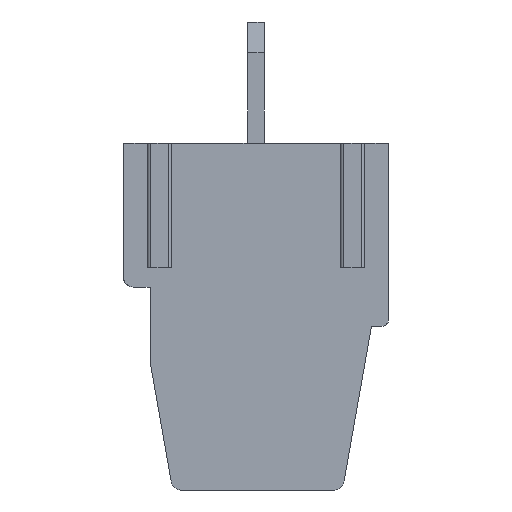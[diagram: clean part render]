
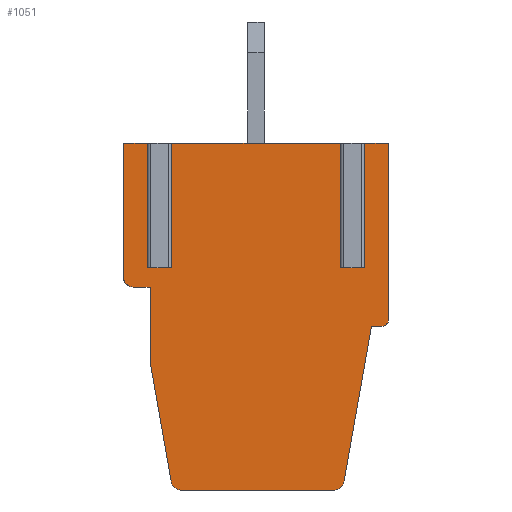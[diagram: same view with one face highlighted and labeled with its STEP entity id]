
A CAD part, front view. The second image highlights one B-rep face of the part: STEP entity #1051.
In plain terms, the highlighted planar face has unit normal (0, -1, 0).
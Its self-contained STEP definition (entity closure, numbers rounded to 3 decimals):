
#1051 = ADVANCED_FACE( '', ( #2128 ), #2129, .F. );
#2128 = FACE_OUTER_BOUND( '', #3196, .T. );
#2129 = PLANE( '', #3197 );
#3196 = EDGE_LOOP( '', ( #6421, #6422, #6423, #6424, #6425, #6426, #6427, #6428, #6429, #6430, #6431, #6432, #6433, #6434, #6435, #6436, #6437, #6438, #6439, #6440, #6441 ) );
#3197 = AXIS2_PLACEMENT_3D( '', #6442, #6443, #6444 );
#6421 = ORIENTED_EDGE( '', *, *, #7115, .F. );
#6422 = ORIENTED_EDGE( '', *, *, #7187, .T. );
#6423 = ORIENTED_EDGE( '', *, *, #7689, .T. );
#6424 = ORIENTED_EDGE( '', *, *, #7355, .T. );
#6425 = ORIENTED_EDGE( '', *, *, #7700, .F. );
#6426 = ORIENTED_EDGE( '', *, *, #7402, .T. );
#6427 = ORIENTED_EDGE( '', *, *, #7687, .T. );
#6428 = ORIENTED_EDGE( '', *, *, #7674, .T. );
#6429 = ORIENTED_EDGE( '', *, *, #7478, .T. );
#6430 = ORIENTED_EDGE( '', *, *, #7647, .F. );
#6431 = ORIENTED_EDGE( '', *, *, #7463, .F. );
#6432 = ORIENTED_EDGE( '', *, *, #7571, .F. );
#6433 = ORIENTED_EDGE( '', *, *, #7667, .T. );
#6434 = ORIENTED_EDGE( '', *, *, #7669, .T. );
#6435 = ORIENTED_EDGE( '', *, *, #6811, .T. );
#6436 = ORIENTED_EDGE( '', *, *, #7597, .F. );
#6437 = ORIENTED_EDGE( '', *, *, #7212, .F. );
#6438 = ORIENTED_EDGE( '', *, *, #7217, .T. );
#6439 = ORIENTED_EDGE( '', *, *, #7125, .T. );
#6440 = ORIENTED_EDGE( '', *, *, #7684, .T. );
#6441 = ORIENTED_EDGE( '', *, *, #7290, .T. );
#6442 = CARTESIAN_POINT( '', ( -54.702, -10.2, -4.395 ) );
#6443 = DIRECTION( '', ( 0., 1., 0. ) );
#6444 = DIRECTION( '', ( -1., 0., 0. ) );
#6811 = EDGE_CURVE( '', #8372, #8374, #8376, .F. );
#7115 = EDGE_CURVE( '', #8851, #8853, #8854, .T. );
#7125 = EDGE_CURVE( '', #8866, #8868, #8870, .T. );
#7187 = EDGE_CURVE( '', #8851, #8959, #8961, .F. );
#7212 = EDGE_CURVE( '', #8999, #8997, #9001, .T. );
#7217 = EDGE_CURVE( '', #8999, #8866, #9007, .F. );
#7290 = EDGE_CURVE( '', #9106, #8853, #9109, .T. );
#7355 = EDGE_CURVE( '', #9189, #9193, #9195, .T. );
#7402 = EDGE_CURVE( '', #9256, #9254, #9257, .F. );
#7463 = EDGE_CURVE( '', #9332, #9334, #9335, .T. );
#7478 = EDGE_CURVE( '', #9352, #9353, #9354, .F. );
#7571 = EDGE_CURVE( '', #9465, #9332, #9467, .T. );
#7597 = EDGE_CURVE( '', #8997, #8374, #9498, .T. );
#7647 = EDGE_CURVE( '', #9334, #9353, #9551, .T. );
#7667 = EDGE_CURVE( '', #9465, #9570, #9572, .F. );
#7669 = EDGE_CURVE( '', #9570, #8372, #9574, .T. );
#7674 = EDGE_CURVE( '', #9578, #9352, #9581, .T. );
#7684 = EDGE_CURVE( '', #8868, #9106, #9592, .T. );
#7687 = EDGE_CURVE( '', #9254, #9578, #9595, .T. );
#7689 = EDGE_CURVE( '', #8959, #9189, #9597, .T. );
#7700 = EDGE_CURVE( '', #9256, #9193, #9608, .T. );
#8372 = VERTEX_POINT( '', #10567 );
#8374 = VERTEX_POINT( '', #10570 );
#8376 = CIRCLE( '', #10573, 0.298 );
#8851 = VERTEX_POINT( '', #11292 );
#8853 = VERTEX_POINT( '', #11294 );
#8854 = LINE( '', #11295, #11296 );
#8866 = VERTEX_POINT( '', #11312 );
#8868 = VERTEX_POINT( '', #11315 );
#8870 = LINE( '', #11318, #11319 );
#8959 = VERTEX_POINT( '', #11460 );
#8961 = LINE( '', #11462, #11463 );
#8997 = VERTEX_POINT( '', #11511 );
#8999 = VERTEX_POINT( '', #11514 );
#9001 = LINE( '', #11517, #11518 );
#9007 = CIRCLE( '', #11526, 0.198 );
#9106 = VERTEX_POINT( '', #11670 );
#9109 = LINE( '', #11674, #11675 );
#9189 = VERTEX_POINT( '', #11796 );
#9193 = VERTEX_POINT( '', #11801 );
#9195 = LINE( '', #11803, #11804 );
#9254 = VERTEX_POINT( '', #11892 );
#9256 = VERTEX_POINT( '', #11894 );
#9257 = LINE( '', #11895, #11896 );
#9332 = VERTEX_POINT( '', #12009 );
#9334 = VERTEX_POINT( '', #12012 );
#9335 = LINE( '', #12013, #12014 );
#9352 = VERTEX_POINT( '', #12039 );
#9353 = VERTEX_POINT( '', #12040 );
#9354 = CIRCLE( '', #12041, 0.298 );
#9465 = VERTEX_POINT( '', #12204 );
#9467 = LINE( '', #12207, #12208 );
#9498 = LINE( '', #12255, #12256 );
#9551 = LINE( '', #12337, #12338 );
#9570 = VERTEX_POINT( '', #12365 );
#9572 = CIRCLE( '', #12368, 0.298 );
#9574 = LINE( '', #12370, #12371 );
#9578 = VERTEX_POINT( '', #12375 );
#9581 = LINE( '', #12380, #12381 );
#9592 = LINE( '', #12395, #12396 );
#9595 = LINE( '', #12400, #12401 );
#9597 = LINE( '', #12404, #12405 );
#9608 = LINE( '', #12419, #12420 );
#10567 = CARTESIAN_POINT( '', ( -48.552, -10.2, -10.6 ) );
#10570 = CARTESIAN_POINT( '', ( -48.255, -10.2, -10.317 ) );
#10573 = AXIS2_PLACEMENT_3D( '', #12801, #12802, #12803 );
#11292 = CARTESIAN_POINT( '', ( -48.37, -10.2, -3.8 ) );
#11294 = CARTESIAN_POINT( '', ( -47.63, -10.2, -3.8 ) );
#11295 = CARTESIAN_POINT( '', ( -48.32, -10.2, -3.8 ) );
#11296 = VECTOR( '', #13064, 1000. );
#11312 = CARTESIAN_POINT( '', ( -46.904, -10.2, -5.398 ) );
#11315 = CARTESIAN_POINT( '', ( -46.904, -10.2, 0. ) );
#11318 = CARTESIAN_POINT( '', ( -46.904, -10.2, 0. ) );
#11319 = VECTOR( '', #13077, 1000. );
#11460 = CARTESIAN_POINT( '', ( -48.37, -10.2, 0. ) );
#11462 = CARTESIAN_POINT( '', ( -48.37, -10.2, 0. ) );
#11463 = VECTOR( '', #13129, 1000. );
#11511 = CARTESIAN_POINT( '', ( -47.423, -10.2, -5.596 ) );
#11514 = CARTESIAN_POINT( '', ( -47.102, -10.2, -5.596 ) );
#11517 = CARTESIAN_POINT( '', ( -46.904, -10.2, -5.596 ) );
#11518 = VECTOR( '', #13159, 1000. );
#11526 = AXIS2_PLACEMENT_3D( '', #13162, #13163, #13164 );
#11670 = CARTESIAN_POINT( '', ( -47.63, -10.2, 0. ) );
#11674 = CARTESIAN_POINT( '', ( -47.63, -10.2, 0. ) );
#11675 = VECTOR( '', #13226, 1000. );
#11796 = CARTESIAN_POINT( '', ( -53.53, -10.2, 0. ) );
#11801 = CARTESIAN_POINT( '', ( -53.53, -10.2, -3.8 ) );
#11803 = CARTESIAN_POINT( '', ( -53.53, -10.2, 0. ) );
#11804 = VECTOR( '', #13281, 1000. );
#11892 = CARTESIAN_POINT( '', ( -54.27, -10.2, 0. ) );
#11894 = CARTESIAN_POINT( '', ( -54.27, -10.2, -3.8 ) );
#11895 = CARTESIAN_POINT( '', ( -54.27, -10.2, 0. ) );
#11896 = VECTOR( '', #13320, 1000. );
#12009 = CARTESIAN_POINT( '', ( -54.186, -10.2, -6.704 ) );
#12012 = CARTESIAN_POINT( '', ( -54.186, -10.2, -4.395 ) );
#12013 = CARTESIAN_POINT( '', ( -54.186, -10.2, -6.704 ) );
#12014 = VECTOR( '', #13369, 1000. );
#12039 = CARTESIAN_POINT( '', ( -55., -10.2, -4.098 ) );
#12040 = CARTESIAN_POINT( '', ( -54.702, -10.2, -4.395 ) );
#12041 = AXIS2_PLACEMENT_3D( '', #13378, #13379, #13380 );
#12204 = CARTESIAN_POINT( '', ( -53.549, -10.2, -10.317 ) );
#12207 = CARTESIAN_POINT( '', ( -53.502, -10.2, -10.587 ) );
#12208 = VECTOR( '', #13447, 1000. );
#12255 = CARTESIAN_POINT( '', ( -47.423, -10.2, -5.596 ) );
#12256 = VECTOR( '', #13463, 1000. );
#12337 = CARTESIAN_POINT( '', ( -54.186, -10.2, -4.395 ) );
#12338 = VECTOR( '', #13488, 1000. );
#12365 = CARTESIAN_POINT( '', ( -53.252, -10.2, -10.6 ) );
#12368 = AXIS2_PLACEMENT_3D( '', #13498, #13499, #13500 );
#12370 = CARTESIAN_POINT( '', ( -50.902, -10.2, -10.6 ) );
#12371 = VECTOR( '', #13501, 1000. );
#12375 = CARTESIAN_POINT( '', ( -55., -10.2, 0. ) );
#12380 = CARTESIAN_POINT( '', ( -55., -10.2, 0. ) );
#12381 = VECTOR( '', #13507, 1000. );
#12395 = CARTESIAN_POINT( '', ( -51.503, -10.2, 0. ) );
#12396 = VECTOR( '', #13511, 1000. );
#12400 = CARTESIAN_POINT( '', ( -51.503, -10.2, 0. ) );
#12401 = VECTOR( '', #13516, 1000. );
#12404 = CARTESIAN_POINT( '', ( -51.503, -10.2, 0. ) );
#12405 = VECTOR( '', #13518, 1000. );
#12419 = CARTESIAN_POINT( '', ( -54.22, -10.2, -3.8 ) );
#12420 = VECTOR( '', #13525, 1000. );
#12801 = CARTESIAN_POINT( '', ( -48.552, -10.2, -10.302 ) );
#12802 = DIRECTION( '', ( 0., 1., 0. ) );
#12803 = DIRECTION( '', ( 0., 0., 1. ) );
#13064 = DIRECTION( '', ( 1., 0., 0. ) );
#13077 = DIRECTION( '', ( 0., 0., 1. ) );
#13129 = DIRECTION( '', ( 0., 0., -1. ) );
#13159 = DIRECTION( '', ( -1., 0., 0. ) );
#13162 = CARTESIAN_POINT( '', ( -47.102, -10.2, -5.398 ) );
#13163 = DIRECTION( '', ( 0., 1., 0. ) );
#13164 = DIRECTION( '', ( 0., 0., 1. ) );
#13226 = DIRECTION( '', ( 0., 0., -1. ) );
#13281 = DIRECTION( '', ( 0., 0., -1. ) );
#13320 = DIRECTION( '', ( 0., 0., -1. ) );
#13369 = DIRECTION( '', ( 0., 0., 1. ) );
#13378 = CARTESIAN_POINT( '', ( -54.702, -10.2, -4.098 ) );
#13379 = DIRECTION( '', ( 0., 1., 0. ) );
#13380 = DIRECTION( '', ( 0., 0., 1. ) );
#13447 = DIRECTION( '', ( -0.174, 0., 0.985 ) );
#13463 = DIRECTION( '', ( -0.174, 0., -0.985 ) );
#13488 = DIRECTION( '', ( -1., 0., 0. ) );
#13498 = CARTESIAN_POINT( '', ( -53.252, -10.2, -10.302 ) );
#13499 = DIRECTION( '', ( 0., 1., 0. ) );
#13500 = DIRECTION( '', ( 0., 0., 1. ) );
#13501 = DIRECTION( '', ( 1., 0., 0. ) );
#13507 = DIRECTION( '', ( 0., 0., -1. ) );
#13511 = DIRECTION( '', ( -1., 0., 0. ) );
#13516 = DIRECTION( '', ( -1., 0., 0. ) );
#13518 = DIRECTION( '', ( -1., 0., 0. ) );
#13525 = DIRECTION( '', ( 1., 0., 0. ) );
